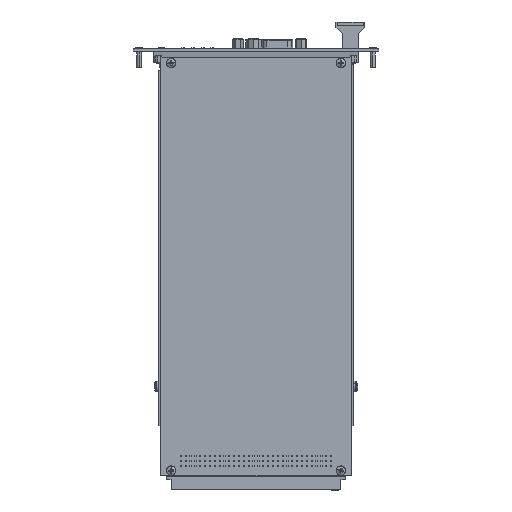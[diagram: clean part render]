
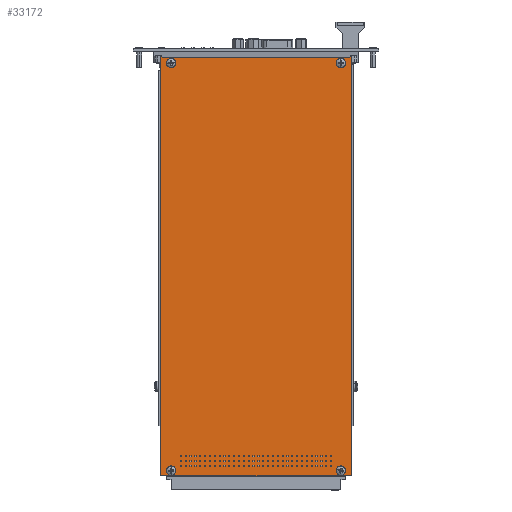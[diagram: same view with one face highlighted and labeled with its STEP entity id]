
A CAD part, left-side view. The second image highlights one B-rep face of the part: STEP entity #33172.
In plain terms, the highlighted face is planar.
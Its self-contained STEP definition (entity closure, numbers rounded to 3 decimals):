
#3988 = FACE_BOUND ( 'NONE', #48215, .T. ) ;
#3989 = FACE_BOUND ( 'NONE', #48226, .T. ) ;
#3994 = FACE_OUTER_BOUND ( 'NONE', #48360, .T. ) ;
#3995 = FACE_BOUND ( 'NONE', #48122, .T. ) ;
#3996 = FACE_BOUND ( 'NONE', #48382, .T. ) ;
#16232 = CIRCLE ( 'NONE', #80687, 1.35 ) ;
#16242 = CIRCLE ( 'NONE', #80689, 1.35 ) ;
#16253 = CIRCLE ( 'NONE', #80691, 1.35 ) ;
#16264 = CIRCLE ( 'NONE', #80693, 1.35 ) ;
#16271 = LINE ( 'NONE', #21606, #16278 ) ;
#16278 = VECTOR ( 'NONE', #21625, 1000. ) ;
#16279 = LINE ( 'NONE', #21630, #16289 ) ;
#16287 = LINE ( 'NONE', #21660, #16291 ) ;
#16289 = VECTOR ( 'NONE', #21655, 1000. ) ;
#16291 = VECTOR ( 'NONE', #21666, 1000. ) ;
#16293 = CIRCLE ( 'NONE', #80694, 1.35 ) ;
#16307 = LINE ( 'NONE', #21726, #16313 ) ;
#16311 = CIRCLE ( 'NONE', #80696, 1.35 ) ;
#16313 = VECTOR ( 'NONE', #21731, 1000. ) ;
#16316 = CIRCLE ( 'NONE', #80698, 1.35 ) ;
#16320 = CIRCLE ( 'NONE', #80700, 1.35 ) ;
#20011 = PLANE ( 'NONE',  #20349 ) ;
#20021 = CARTESIAN_POINT ( 'NONE',  ( 110., -188.11, 0. ) ) ;
#20022 = DIRECTION ( 'NONE',  ( 0., 0., 1. ) ) ;
#20024 = DIRECTION ( 'NONE',  ( 1., 0., 0. ) ) ;
#20349 = AXIS2_PLACEMENT_3D ( 'NONE', #20021, #20022, #20024 ) ;
#21492 = CARTESIAN_POINT ( 'NONE',  ( 3.57, -44.45, 0. ) ) ;
#21495 = DIRECTION ( 'NONE',  ( 0., 0., 1. ) ) ;
#21497 = DIRECTION ( 'NONE',  ( 1., 0., 0. ) ) ;
#21532 = CARTESIAN_POINT ( 'NONE',  ( 3.57, 44.45, 0. ) ) ;
#21535 = DIRECTION ( 'NONE',  ( 0., 0., 1. ) ) ;
#21538 = DIRECTION ( 'NONE',  ( 1., 0., 0. ) ) ;
#21573 = CARTESIAN_POINT ( 'NONE',  ( 217.24, 44.45, 0. ) ) ;
#21575 = DIRECTION ( 'NONE',  ( 0., 0., 1. ) ) ;
#21578 = DIRECTION ( 'NONE',  ( 1., 0., 0. ) ) ;
#21606 = CARTESIAN_POINT ( 'NONE',  ( 0., -188.11, 0. ) ) ;
#21613 = CARTESIAN_POINT ( 'NONE',  ( 217.24, -44.45, 0. ) ) ;
#21615 = DIRECTION ( 'NONE',  ( 0., 0., 1. ) ) ;
#21619 = DIRECTION ( 'NONE',  ( 1., 0., 0. ) ) ;
#21625 = DIRECTION ( 'NONE',  ( 0., 1., 0. ) ) ;
#21630 = CARTESIAN_POINT ( 'NONE',  ( 110., -50., 0. ) ) ;
#21655 = DIRECTION ( 'NONE',  ( 1., 0., 0. ) ) ;
#21660 = CARTESIAN_POINT ( 'NONE',  ( 220., -188.11, 0. ) ) ;
#21666 = DIRECTION ( 'NONE',  ( 0., 1., 0. ) ) ;
#21701 = CARTESIAN_POINT ( 'NONE',  ( 217.24, -44.45, 0. ) ) ;
#21704 = DIRECTION ( 'NONE',  ( 0., 0., 1. ) ) ;
#21708 = DIRECTION ( 'NONE',  ( 1., 0., 0. ) ) ;
#21726 = CARTESIAN_POINT ( 'NONE',  ( 110., 50., 0. ) ) ;
#21731 = DIRECTION ( 'NONE',  ( 1., 0., 0. ) ) ;
#21739 = CARTESIAN_POINT ( 'NONE',  ( 217.24, 44.45, 0. ) ) ;
#21743 = DIRECTION ( 'NONE',  ( 0., 0., 1. ) ) ;
#21746 = DIRECTION ( 'NONE',  ( 1., 0., 0. ) ) ;
#21765 = CARTESIAN_POINT ( 'NONE',  ( 3.57, 44.45, 0. ) ) ;
#21769 = DIRECTION ( 'NONE',  ( 0., 0., 1. ) ) ;
#21772 = DIRECTION ( 'NONE',  ( 1., 0., 0. ) ) ;
#21794 = CARTESIAN_POINT ( 'NONE',  ( 3.57, -44.45, 0. ) ) ;
#21797 = DIRECTION ( 'NONE',  ( 0., 0., 1. ) ) ;
#21801 = DIRECTION ( 'NONE',  ( 1., 0., 0. ) ) ;
#33172 = ADVANCED_FACE ( 'NONE', ( #3989, #3988, #3994, #3995, #3996 ), #20011, .F. ) ;
#39445 = CARTESIAN_POINT ( 'NONE',  ( 4.92, 44.45, 0. ) ) ;
#39619 = CARTESIAN_POINT ( 'NONE',  ( 2.22, -44.45, 0. ) ) ;
#39688 = CARTESIAN_POINT ( 'NONE',  ( 0., -50., 0. ) ) ;
#48010 = CARTESIAN_POINT ( 'NONE',  ( 0., 50., 0. ) ) ;
#48049 = CARTESIAN_POINT ( 'NONE',  ( 2.22, 44.45, 0. ) ) ;
#48055 = CARTESIAN_POINT ( 'NONE',  ( 218.59, -44.45, 0. ) ) ;
#48122 = EDGE_LOOP ( 'NONE', ( #50896, #50895 ) ) ;
#48215 = EDGE_LOOP ( 'NONE', ( #50905, #50903 ) ) ;
#48220 = CARTESIAN_POINT ( 'NONE',  ( 215.89, 44.45, 0. ) ) ;
#48226 = EDGE_LOOP ( 'NONE', ( #50908, #50907 ) ) ;
#48355 = CARTESIAN_POINT ( 'NONE',  ( 220., -50., 0. ) ) ;
#48360 = EDGE_LOOP ( 'NONE', ( #50902, #50900, #50899, #50898 ) ) ;
#48382 = EDGE_LOOP ( 'NONE', ( #50893, #50892 ) ) ;
#48398 = CARTESIAN_POINT ( 'NONE',  ( 220., 50., 0. ) ) ;
#48426 = CARTESIAN_POINT ( 'NONE',  ( 218.59, 44.45, 0. ) ) ;
#48458 = CARTESIAN_POINT ( 'NONE',  ( 4.92, -44.45, 0. ) ) ;
#48485 = CARTESIAN_POINT ( 'NONE',  ( 215.89, -44.45, 0. ) ) ;
#50892 = ORIENTED_EDGE ( 'NONE', *, *, #75973, .T. ) ;
#50893 = ORIENTED_EDGE ( 'NONE', *, *, #75942, .T. ) ;
#50895 = ORIENTED_EDGE ( 'NONE', *, *, #75965, .T. ) ;
#50896 = ORIENTED_EDGE ( 'NONE', *, *, #75954, .T. ) ;
#50898 = ORIENTED_EDGE ( 'NONE', *, *, #75960, .F. ) ;
#50899 = ORIENTED_EDGE ( 'NONE', *, *, #75961, .F. ) ;
#50900 = ORIENTED_EDGE ( 'NONE', *, *, #75968, .T. ) ;
#50902 = ORIENTED_EDGE ( 'NONE', *, *, #75956, .T. ) ;
#50903 = ORIENTED_EDGE ( 'NONE', *, *, #75969, .T. ) ;
#50905 = ORIENTED_EDGE ( 'NONE', *, *, #75950, .T. ) ;
#50907 = ORIENTED_EDGE ( 'NONE', *, *, #75971, .T. ) ;
#50908 = ORIENTED_EDGE ( 'NONE', *, *, #75946, .T. ) ;
#75942 = EDGE_CURVE ( 'NONE', #83917, #79446, #16232, .T. ) ;
#75946 = EDGE_CURVE ( 'NONE', #78234, #83550, #16242, .T. ) ;
#75950 = EDGE_CURVE ( 'NONE', #78710, #79358, #16253, .T. ) ;
#75954 = EDGE_CURVE ( 'NONE', #79516, #78242, #16264, .T. ) ;
#75956 = EDGE_CURVE ( 'NONE', #84119, #78128, #16271, .T. ) ;
#75960 = EDGE_CURVE ( 'NONE', #84119, #79122, #16279, .T. ) ;
#75961 = EDGE_CURVE ( 'NONE', #79122, #79264, #16287, .T. ) ;
#75965 = EDGE_CURVE ( 'NONE', #78242, #79516, #16293, .T. ) ;
#75968 = EDGE_CURVE ( 'NONE', #78128, #79264, #16307, .T. ) ;
#75969 = EDGE_CURVE ( 'NONE', #79358, #78710, #16311, .T. ) ;
#75971 = EDGE_CURVE ( 'NONE', #83550, #78234, #16316, .T. ) ;
#75973 = EDGE_CURVE ( 'NONE', #79446, #83917, #16320, .T. ) ;
#78128 = VERTEX_POINT ( 'NONE', #48010 ) ;
#78234 = VERTEX_POINT ( 'NONE', #48049 ) ;
#78242 = VERTEX_POINT ( 'NONE', #48055 ) ;
#78710 = VERTEX_POINT ( 'NONE', #48220 ) ;
#79122 = VERTEX_POINT ( 'NONE', #48355 ) ;
#79264 = VERTEX_POINT ( 'NONE', #48398 ) ;
#79358 = VERTEX_POINT ( 'NONE', #48426 ) ;
#79446 = VERTEX_POINT ( 'NONE', #48458 ) ;
#79516 = VERTEX_POINT ( 'NONE', #48485 ) ;
#80687 = AXIS2_PLACEMENT_3D ( 'NONE', #21492, #21495, #21497 ) ;
#80689 = AXIS2_PLACEMENT_3D ( 'NONE', #21532, #21535, #21538 ) ;
#80691 = AXIS2_PLACEMENT_3D ( 'NONE', #21573, #21575, #21578 ) ;
#80693 = AXIS2_PLACEMENT_3D ( 'NONE', #21613, #21615, #21619 ) ;
#80694 = AXIS2_PLACEMENT_3D ( 'NONE', #21701, #21704, #21708 ) ;
#80696 = AXIS2_PLACEMENT_3D ( 'NONE', #21739, #21743, #21746 ) ;
#80698 = AXIS2_PLACEMENT_3D ( 'NONE', #21765, #21769, #21772 ) ;
#80700 = AXIS2_PLACEMENT_3D ( 'NONE', #21794, #21797, #21801 ) ;
#83550 = VERTEX_POINT ( 'NONE', #39445 ) ;
#83917 = VERTEX_POINT ( 'NONE', #39619 ) ;
#84119 = VERTEX_POINT ( 'NONE', #39688 ) ;
